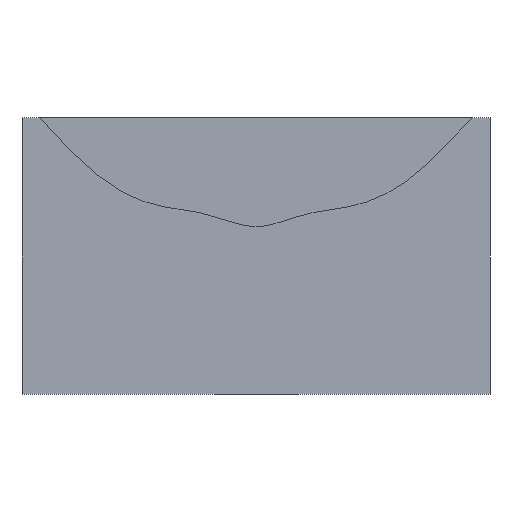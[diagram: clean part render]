
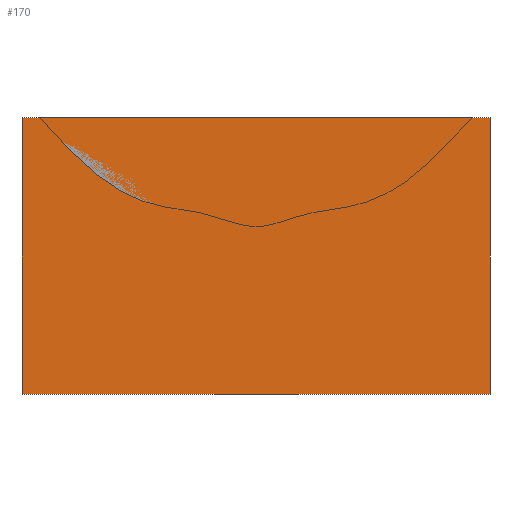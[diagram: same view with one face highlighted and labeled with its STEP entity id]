
A CAD part, front view. The second image highlights one B-rep face of the part: STEP entity #170.
In plain terms, the highlighted planar face has unit normal (0, -1, 0).
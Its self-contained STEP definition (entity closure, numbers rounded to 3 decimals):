
#28=FACE_OUTER_BOUND('',#39,.T.);
#39=EDGE_LOOP('',(#144,#145,#146,#147));
#55=LINE('',#1158,#68);
#58=LINE('',#1163,#71);
#59=LINE('',#1166,#72);
#61=LINE('',#1169,#74);
#68=VECTOR('',#214,10.);
#71=VECTOR('',#219,10.);
#72=VECTOR('',#222,10.);
#74=VECTOR('',#226,10.);
#85=VERTEX_POINT('',#1155);
#86=VERTEX_POINT('',#1157);
#87=VERTEX_POINT('',#1161);
#88=VERTEX_POINT('',#1165);
#103=EDGE_CURVE('',#85,#86,#55,.T.);
#106=EDGE_CURVE('',#87,#85,#58,.T.);
#107=EDGE_CURVE('',#88,#86,#59,.T.);
#109=EDGE_CURVE('',#87,#88,#61,.T.);
#144=ORIENTED_EDGE('',*,*,#109,.T.);
#145=ORIENTED_EDGE('',*,*,#107,.T.);
#146=ORIENTED_EDGE('',*,*,#103,.F.);
#147=ORIENTED_EDGE('',*,*,#106,.F.);
#159=PLANE('',#194);
#170=ADVANCED_FACE('',(#28),#159,.T.);
#194=AXIS2_PLACEMENT_3D('',#1168,#224,#225);
#214=DIRECTION('',(1.,0.,0.));
#219=DIRECTION('',(0.,0.,1.));
#222=DIRECTION('',(0.,0.,1.));
#224=DIRECTION('center_axis',(0.,-1.,0.));
#225=DIRECTION('ref_axis',(1.,0.,0.));
#226=DIRECTION('',(1.,0.,0.));
#1155=CARTESIAN_POINT('',(-220.,0.,260.));
#1157=CARTESIAN_POINT('',(220.,0.,260.));
#1158=CARTESIAN_POINT('',(0.,0.,260.));
#1161=CARTESIAN_POINT('',(-220.,0.,0.));
#1163=CARTESIAN_POINT('',(-220.,0.,0.));
#1165=CARTESIAN_POINT('',(220.,0.,0.));
#1166=CARTESIAN_POINT('',(220.,0.,0.));
#1168=CARTESIAN_POINT('Origin',(-220.,0.,0.));
#1169=CARTESIAN_POINT('',(0.,0.,0.));
